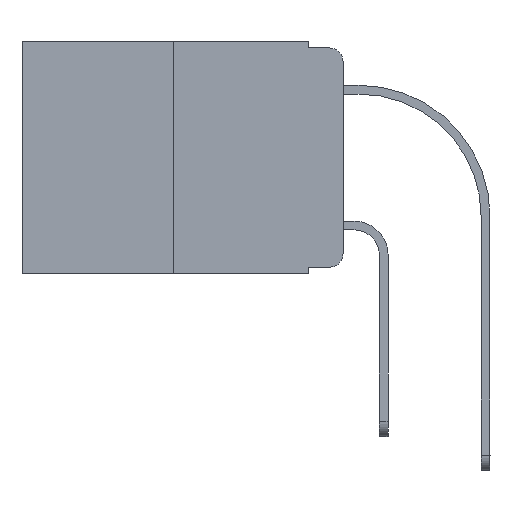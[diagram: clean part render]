
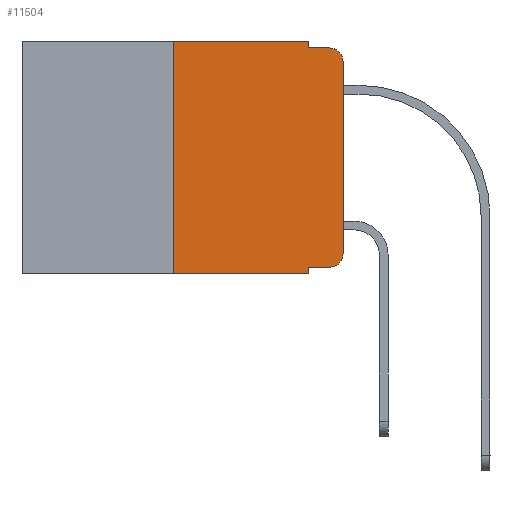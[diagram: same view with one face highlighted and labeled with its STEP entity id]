
A CAD part, left-side view. The second image highlights one B-rep face of the part: STEP entity #11504.
In plain terms, the highlighted planar face has unit normal (-1, 0, 0).
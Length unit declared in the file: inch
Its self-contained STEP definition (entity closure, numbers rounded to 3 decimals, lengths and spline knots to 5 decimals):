
#82 = DIRECTION ( 'NONE',  ( 1., 0., 0. ) ) ;
#84 = EDGE_CURVE ( 'NONE', #131, #4036, #3054, .T. ) ;
#131 = VERTEX_POINT ( 'NONE', #5966 ) ;
#155 = DIRECTION ( 'NONE',  ( 0., 0., -1. ) ) ;
#219 = CARTESIAN_POINT ( 'NONE',  ( 0., 0.473, 0. ) ) ;
#221 = VERTEX_POINT ( 'NONE', #12157 ) ;
#785 = ORIENTED_EDGE ( 'NONE', *, *, #6335, .F. ) ;
#908 = VERTEX_POINT ( 'NONE', #9620 ) ;
#1335 = CARTESIAN_POINT ( 'NONE',  ( 0., 0.051, -0.343 ) ) ;
#1342 = EDGE_CURVE ( 'NONE', #4036, #2780, #9087, .T. ) ;
#1349 = VECTOR ( 'NONE', #4946, 39.37008 ) ;
#1563 = VECTOR ( 'NONE', #3175, 39.37008 ) ;
#1779 = CARTESIAN_POINT ( 'NONE',  ( 0., 0.02, -0.03 ) ) ;
#1951 = DIRECTION ( 'NONE',  ( 0., 0., 1. ) ) ;
#1963 = FACE_OUTER_BOUND ( 'NONE', #6657, .T. ) ;
#2014 = ORIENTED_EDGE ( 'NONE', *, *, #7586, .F. ) ;
#2082 = LINE ( 'NONE', #6029, #1563 ) ;
#2127 = VECTOR ( 'NONE', #9327, 39.37008 ) ;
#2212 = DIRECTION ( 'NONE',  ( 0., 0., 1. ) ) ;
#2451 = ORIENTED_EDGE ( 'NONE', *, *, #1342, .T. ) ;
#2457 = VECTOR ( 'NONE', #2212, 39.37008 ) ;
#2614 = VERTEX_POINT ( 'NONE', #5666 ) ;
#2692 = DIRECTION ( 'NONE',  ( 0., 0., -1. ) ) ;
#2780 = VERTEX_POINT ( 'NONE', #9017 ) ;
#2788 = CARTESIAN_POINT ( 'NONE',  ( 0., 0.473, 0. ) ) ;
#2918 = ORIENTED_EDGE ( 'NONE', *, *, #8657, .F. ) ;
#3054 = LINE ( 'NONE', #11780, #3581 ) ;
#3113 = EDGE_CURVE ( 'NONE', #3226, #2614, #2082, .T. ) ;
#3175 = DIRECTION ( 'NONE',  ( 0., -1., 0. ) ) ;
#3181 = CIRCLE ( 'NONE', #7298, 0.02 ) ;
#3226 = VERTEX_POINT ( 'NONE', #5970 ) ;
#3511 = AXIS2_PLACEMENT_3D ( 'NONE', #1779, #9543, #2692 ) ;
#3581 = VECTOR ( 'NONE', #1951, 39.37008 ) ;
#3759 = DIRECTION ( 'NONE',  ( -1., 0., 0. ) ) ;
#4036 = VERTEX_POINT ( 'NONE', #5159 ) ;
#4804 = DIRECTION ( 'NONE',  ( 0., 0., -1. ) ) ;
#4883 = CARTESIAN_POINT ( 'NONE',  ( 0., 0.051, -0.01 ) ) ;
#4946 = DIRECTION ( 'NONE',  ( 0., -1., 0. ) ) ;
#4948 = VERTEX_POINT ( 'NONE', #7068 ) ;
#5159 = CARTESIAN_POINT ( 'NONE',  ( 0., 0., -0.03 ) ) ;
#5391 = LINE ( 'NONE', #8433, #2127 ) ;
#5437 = DIRECTION ( 'NONE',  ( 0., -1., 0. ) ) ;
#5666 = CARTESIAN_POINT ( 'NONE',  ( 0., 0.02, -0.333 ) ) ;
#5856 = VECTOR ( 'NONE', #5437, 39.37008 ) ;
#5966 = CARTESIAN_POINT ( 'NONE',  ( 0., 0., -0.313 ) ) ;
#5970 = CARTESIAN_POINT ( 'NONE',  ( 0., 0.051, -0.333 ) ) ;
#6029 = CARTESIAN_POINT ( 'NONE',  ( 0., 0.051, -0.333 ) ) ;
#6077 = AXIS2_PLACEMENT_3D ( 'NONE', #219, #82, #155 ) ;
#6097 = CARTESIAN_POINT ( 'NONE',  ( 0., 0.25, 0. ) ) ;
#6239 = VERTEX_POINT ( 'NONE', #9851 ) ;
#6335 = EDGE_CURVE ( 'NONE', #908, #221, #6949, .T. ) ;
#6657 = EDGE_LOOP ( 'NONE', ( #12254, #2451, #2014, #11542, #11990, #785, #10393, #2918, #6863, #8586 ) ) ;
#6738 = LINE ( 'NONE', #2788, #7143 ) ;
#6863 = ORIENTED_EDGE ( 'NONE', *, *, #3113, .T. ) ;
#6949 = LINE ( 'NONE', #6097, #2457 ) ;
#7068 = CARTESIAN_POINT ( 'NONE',  ( 0., 0.051, -0.01 ) ) ;
#7143 = VECTOR ( 'NONE', #9577, 39.37008 ) ;
#7298 = AXIS2_PLACEMENT_3D ( 'NONE', #12611, #3759, #4804 ) ;
#7308 = CARTESIAN_POINT ( 'NONE',  ( 0., 0.473, -0.343 ) ) ;
#7586 = EDGE_CURVE ( 'NONE', #4948, #2780, #11844, .T. ) ;
#7879 = EDGE_CURVE ( 'NONE', #221, #6239, #6738, .T. ) ;
#8433 = CARTESIAN_POINT ( 'NONE',  ( 0., 0.051, 0. ) ) ;
#8586 = ORIENTED_EDGE ( 'NONE', *, *, #10120, .T. ) ;
#8657 = EDGE_CURVE ( 'NONE', #3226, #12228, #5391, .T. ) ;
#9013 = PLANE ( 'NONE',  #6077 ) ;
#9017 = CARTESIAN_POINT ( 'NONE',  ( 0., 0.02, -0.01 ) ) ;
#9047 = EDGE_CURVE ( 'NONE', #908, #12228, #9448, .T. ) ;
#9087 = CIRCLE ( 'NONE', #3511, 0.02 ) ;
#9327 = DIRECTION ( 'NONE',  ( 0., 0., -1. ) ) ;
#9448 = LINE ( 'NONE', #7308, #5856 ) ;
#9543 = DIRECTION ( 'NONE',  ( -1., 0., 0. ) ) ;
#9577 = DIRECTION ( 'NONE',  ( 0., -1., 0. ) ) ;
#9620 = CARTESIAN_POINT ( 'NONE',  ( 0., 0.25, -0.343 ) ) ;
#9851 = CARTESIAN_POINT ( 'NONE',  ( 0., 0.051, 0. ) ) ;
#10120 = EDGE_CURVE ( 'NONE', #2614, #131, #3181, .T. ) ;
#10232 = DIRECTION ( 'NONE',  ( 0., 0., -1. ) ) ;
#10393 = ORIENTED_EDGE ( 'NONE', *, *, #9047, .T. ) ;
#11194 = CARTESIAN_POINT ( 'NONE',  ( 0., 0.051, 0. ) ) ;
#11504 = ADVANCED_FACE ( 'NONE', ( #1963 ), #9013, .F. ) ;
#11542 = ORIENTED_EDGE ( 'NONE', *, *, #11701, .F. ) ;
#11701 = EDGE_CURVE ( 'NONE', #6239, #4948, #12039, .T. ) ;
#11780 = CARTESIAN_POINT ( 'NONE',  ( 0., 0., 0. ) ) ;
#11844 = LINE ( 'NONE', #4883, #1349 ) ;
#11990 = ORIENTED_EDGE ( 'NONE', *, *, #7879, .F. ) ;
#12039 = LINE ( 'NONE', #11194, #12679 ) ;
#12157 = CARTESIAN_POINT ( 'NONE',  ( 0., 0.25, 0. ) ) ;
#12228 = VERTEX_POINT ( 'NONE', #1335 ) ;
#12254 = ORIENTED_EDGE ( 'NONE', *, *, #84, .T. ) ;
#12611 = CARTESIAN_POINT ( 'NONE',  ( 0., 0.02, -0.313 ) ) ;
#12679 = VECTOR ( 'NONE', #10232, 39.37008 ) ;
